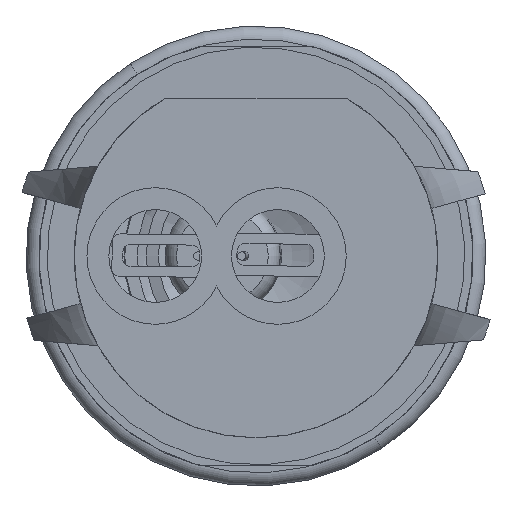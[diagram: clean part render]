
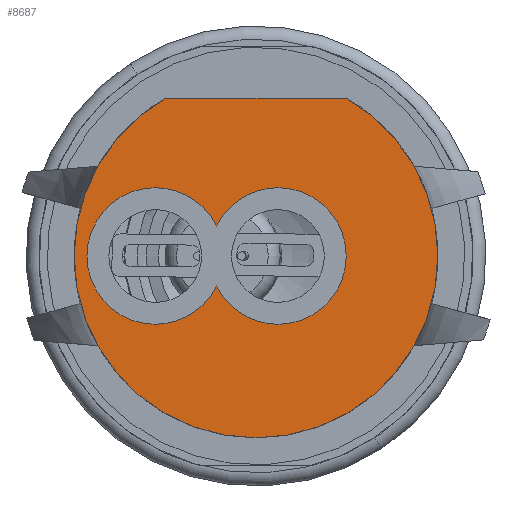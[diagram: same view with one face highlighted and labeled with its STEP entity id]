
A CAD part, front view. The second image highlights one B-rep face of the part: STEP entity #8687.
In plain terms, the highlighted planar face has unit normal (0, -1, 0).
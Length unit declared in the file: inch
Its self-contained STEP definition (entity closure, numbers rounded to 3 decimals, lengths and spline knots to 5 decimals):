
#73 = DIRECTION ( 'NONE',  ( 0., 1., 0. ) ) ;
#243 = VERTEX_POINT ( 'NONE', #7452 ) ;
#328 = CARTESIAN_POINT ( 'NONE',  ( -0.054, -0.83, -0.04106 ) ) ;
#476 = DIRECTION ( 'NONE',  ( 0., 0., -1. ) ) ;
#712 = FACE_OUTER_BOUND ( 'NONE', #12727, .T. ) ;
#856 = CIRCLE ( 'NONE', #4463, 0.0935 ) ;
#1092 = DIRECTION ( 'NONE',  ( 0., 0., -1. ) ) ;
#1408 = DIRECTION ( 'NONE',  ( 1., 0., 0. ) ) ;
#1892 = EDGE_CURVE ( 'NONE', #5171, #12892, #12341, .T. ) ;
#1925 = CARTESIAN_POINT ( 'NONE',  ( 0.03, -0.83, -0.0935 ) ) ;
#1948 = CARTESIAN_POINT ( 'NONE',  ( -0.138, -0.83, 0. ) ) ;
#1974 = ORIENTED_EDGE ( 'NONE', *, *, #11924, .F. ) ;
#2082 = CIRCLE ( 'NONE', #2433, 0.0935 ) ;
#2109 = ORIENTED_EDGE ( 'NONE', *, *, #1892, .F. ) ;
#2433 = AXIS2_PLACEMENT_3D ( 'NONE', #8956, #2602, #10030 ) ;
#2602 = DIRECTION ( 'NONE',  ( 0., -1., 0. ) ) ;
#2707 = ORIENTED_EDGE ( 'NONE', *, *, #10817, .F. ) ;
#2727 = LINE ( 'NONE', #8841, #13746 ) ;
#2774 = EDGE_CURVE ( 'NONE', #12842, #6935, #4637, .T. ) ;
#3015 = DIRECTION ( 'NONE',  ( 0., 0., -1. ) ) ;
#3095 = CARTESIAN_POINT ( 'NONE',  ( 0.03, -0.83, 0. ) ) ;
#3176 = AXIS2_PLACEMENT_3D ( 'NONE', #1948, #9387, #3015 ) ;
#3205 = PLANE ( 'NONE',  #9014 ) ;
#3355 = CIRCLE ( 'NONE', #9494, 0.249 ) ;
#3858 = CARTESIAN_POINT ( 'NONE',  ( 0.12387, -0.83, 0.216 ) ) ;
#4432 = DIRECTION ( 'NONE',  ( 0., -1., 0. ) ) ;
#4463 = AXIS2_PLACEMENT_3D ( 'NONE', #13279, #6852, #476 ) ;
#4637 = CIRCLE ( 'NONE', #12047, 0.0935 ) ;
#4860 = EDGE_CURVE ( 'NONE', #11090, #5171, #13120, .T. ) ;
#5171 = VERTEX_POINT ( 'NONE', #328 ) ;
#5281 = CARTESIAN_POINT ( 'NONE',  ( 0., -0.83, 0. ) ) ;
#5482 = ORIENTED_EDGE ( 'NONE', *, *, #9883, .F. ) ;
#5649 = DIRECTION ( 'NONE',  ( 0., 0., -1. ) ) ;
#6337 = DIRECTION ( 'NONE',  ( 0., 0., 1. ) ) ;
#6852 = DIRECTION ( 'NONE',  ( 0., -1., 0. ) ) ;
#6935 = VERTEX_POINT ( 'NONE', #11048 ) ;
#6946 = EDGE_CURVE ( 'NONE', #6935, #10401, #856, .T. ) ;
#7452 = CARTESIAN_POINT ( 'NONE',  ( -0.12387, -0.83, 0.216 ) ) ;
#7523 = DIRECTION ( 'NONE',  ( 0., 0., 1. ) ) ;
#7632 = VERTEX_POINT ( 'NONE', #3858 ) ;
#7653 = CARTESIAN_POINT ( 'NONE',  ( -0.138, -0.83, 0.0935 ) ) ;
#7773 = CARTESIAN_POINT ( 'NONE',  ( -0.138, -0.83, -0.0935 ) ) ;
#7821 = ORIENTED_EDGE ( 'NONE', *, *, #4860, .F. ) ;
#7897 = ORIENTED_EDGE ( 'NONE', *, *, #8041, .F. ) ;
#8041 = EDGE_CURVE ( 'NONE', #12892, #12842, #2082, .T. ) ;
#8687 = ADVANCED_FACE ( 'NONE', ( #712, #12063 ), #3205, .F. ) ;
#8802 = DIRECTION ( 'NONE',  ( 0., -1., 0. ) ) ;
#8841 = CARTESIAN_POINT ( 'NONE',  ( -0.12387, -0.83, 0.216 ) ) ;
#8842 = EDGE_LOOP ( 'NONE', ( #13089, #10738, #7897, #2109, #7821, #1974 ) ) ;
#8956 = CARTESIAN_POINT ( 'NONE',  ( 0.03, -0.83, 0. ) ) ;
#8976 = CIRCLE ( 'NONE', #3176, 0.0935 ) ;
#9014 = AXIS2_PLACEMENT_3D ( 'NONE', #10689, #73, #7523 ) ;
#9387 = DIRECTION ( 'NONE',  ( 0., -1., 0. ) ) ;
#9494 = AXIS2_PLACEMENT_3D ( 'NONE', #5281, #12762, #6337 ) ;
#9883 = EDGE_CURVE ( 'NONE', #243, #7632, #2727, .T. ) ;
#10030 = DIRECTION ( 'NONE',  ( 0., 0., -1. ) ) ;
#10376 = CARTESIAN_POINT ( 'NONE',  ( 0.03, -0.83, 0.0935 ) ) ;
#10401 = VERTEX_POINT ( 'NONE', #7653 ) ;
#10683 = AXIS2_PLACEMENT_3D ( 'NONE', #3095, #10915, #1092 ) ;
#10689 = CARTESIAN_POINT ( 'NONE',  ( 0., -0.83, 0. ) ) ;
#10738 = ORIENTED_EDGE ( 'NONE', *, *, #2774, .F. ) ;
#10790 = CARTESIAN_POINT ( 'NONE',  ( -0.138, -0.83, 0. ) ) ;
#10817 = EDGE_CURVE ( 'NONE', #7632, #243, #3355, .T. ) ;
#10915 = DIRECTION ( 'NONE',  ( 0., -1., 0. ) ) ;
#11048 = CARTESIAN_POINT ( 'NONE',  ( -0.054, -0.83, 0.04106 ) ) ;
#11090 = VERTEX_POINT ( 'NONE', #7773 ) ;
#11792 = AXIS2_PLACEMENT_3D ( 'NONE', #10790, #4432, #11888 ) ;
#11888 = DIRECTION ( 'NONE',  ( 0., 0., -1. ) ) ;
#11924 = EDGE_CURVE ( 'NONE', #10401, #11090, #8976, .T. ) ;
#12047 = AXIS2_PLACEMENT_3D ( 'NONE', #12048, #8802, #5649 ) ;
#12048 = CARTESIAN_POINT ( 'NONE',  ( 0.03, -0.83, 0. ) ) ;
#12063 = FACE_BOUND ( 'NONE', #8842, .T. ) ;
#12341 = CIRCLE ( 'NONE', #10683, 0.0935 ) ;
#12727 = EDGE_LOOP ( 'NONE', ( #5482, #2707 ) ) ;
#12762 = DIRECTION ( 'NONE',  ( 0., 1., 0. ) ) ;
#12842 = VERTEX_POINT ( 'NONE', #10376 ) ;
#12892 = VERTEX_POINT ( 'NONE', #1925 ) ;
#13089 = ORIENTED_EDGE ( 'NONE', *, *, #6946, .F. ) ;
#13120 = CIRCLE ( 'NONE', #11792, 0.0935 ) ;
#13279 = CARTESIAN_POINT ( 'NONE',  ( -0.138, -0.83, 0. ) ) ;
#13746 = VECTOR ( 'NONE', #1408, 39.37008 ) ;
